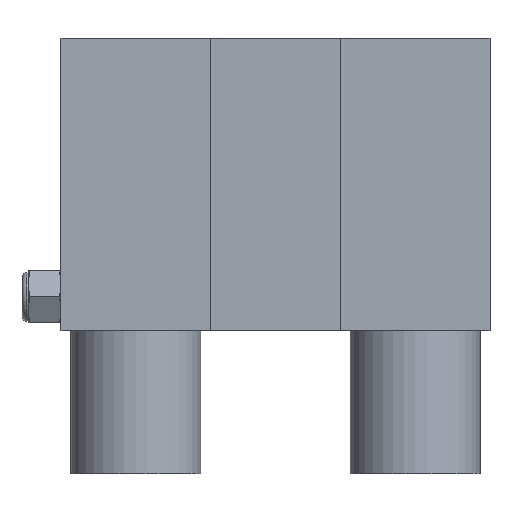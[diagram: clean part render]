
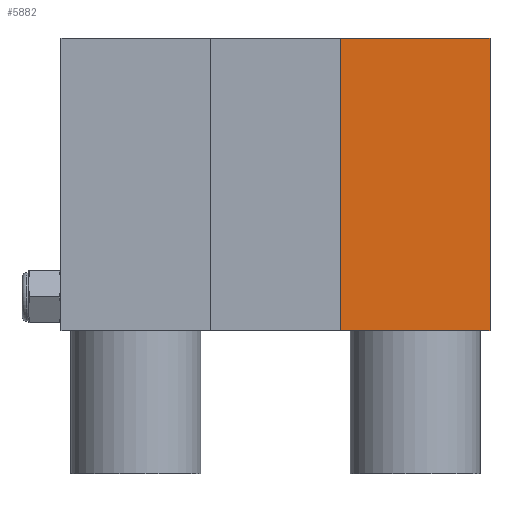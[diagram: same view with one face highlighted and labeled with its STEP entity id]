
A CAD part, front view. The second image highlights one B-rep face of the part: STEP entity #5882.
In plain terms, the highlighted planar face has unit normal (0, -1, 0).
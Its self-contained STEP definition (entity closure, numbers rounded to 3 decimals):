
#29=DIRECTION('',(1.,0.,0.));
#30=VECTOR('',#29,23.);
#31=CARTESIAN_POINT('',(43.,0.,0.));
#32=LINE('',#31,#30);
#657=DIRECTION('',(0.,0.,-1.));
#658=VECTOR('',#657,45.);
#659=CARTESIAN_POINT('',(43.,0.,0.));
#660=LINE('',#659,#658);
#661=DIRECTION('',(1.,0.,0.));
#662=VECTOR('',#661,23.);
#663=CARTESIAN_POINT('',(43.,0.,-45.));
#664=LINE('',#663,#662);
#669=DIRECTION('',(0.,0.,-1.));
#670=VECTOR('',#669,45.);
#671=CARTESIAN_POINT('',(66.,0.,0.));
#672=LINE('',#671,#670);
#4154=CARTESIAN_POINT('',(66.,0.,-45.));
#4155=VERTEX_POINT('',#4154);
#4156=CARTESIAN_POINT('',(43.,0.,-45.));
#4157=VERTEX_POINT('',#4156);
#4166=CARTESIAN_POINT('',(43.,0.,0.));
#4167=VERTEX_POINT('',#4166);
#4168=CARTESIAN_POINT('',(66.,0.,0.));
#4169=VERTEX_POINT('',#4168);
#5870=CARTESIAN_POINT('',(54.5,0.,-22.5));
#5871=DIRECTION('',(0.,1.,0.));
#5872=DIRECTION('',(1.,0.,0.));
#5873=AXIS2_PLACEMENT_3D('',#5870,#5871,#5872);
#5874=PLANE('',#5873);
#5875=ORIENTED_EDGE('',*,*,#5865,.F.);
#5876=ORIENTED_EDGE('',*,*,#5353,.T.);
#5878=ORIENTED_EDGE('',*,*,#5877,.T.);
#5879=ORIENTED_EDGE('',*,*,#5830,.F.);
#5880=EDGE_LOOP('',(#5875,#5876,#5878,#5879));
#5881=FACE_OUTER_BOUND('',#5880,.F.);
#5882=ADVANCED_FACE('',(#5881),#5874,.F.);
#5353=EDGE_CURVE('',#4167,#4169,#32,.T.);
#5830=EDGE_CURVE('',#4157,#4155,#664,.T.);
#5865=EDGE_CURVE('',#4167,#4157,#660,.T.);
#5877=EDGE_CURVE('',#4169,#4155,#672,.T.);
